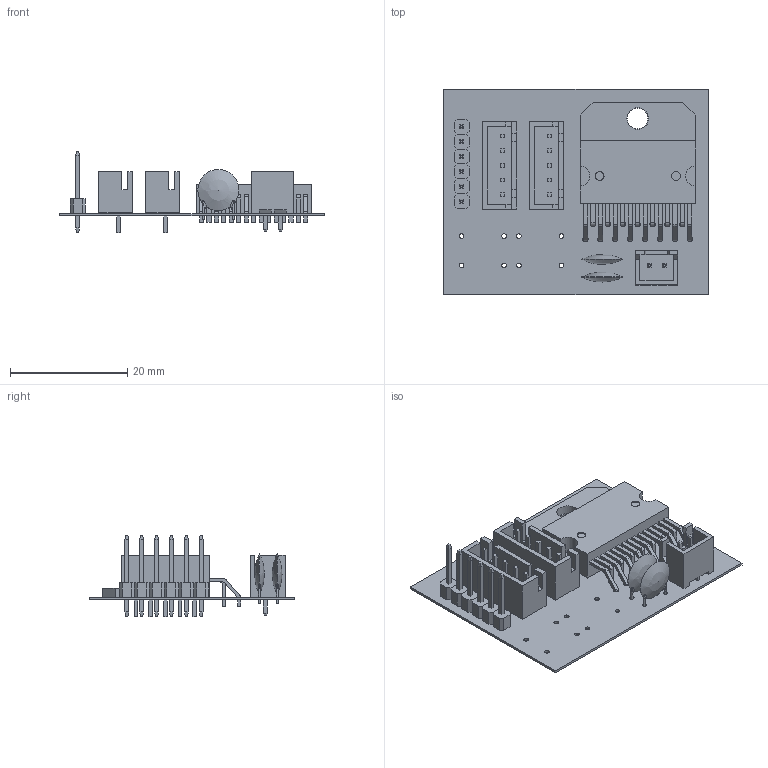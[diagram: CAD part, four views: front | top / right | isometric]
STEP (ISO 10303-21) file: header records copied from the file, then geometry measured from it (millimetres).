
FILE_DESCRIPTION(/* description */ ('STEP AP242','CAx-IF Rec.Pracs.---Representation and Presentation of Product Manufacturing Information (PMI)---4.0---2014-10-13','CAx-IF Rec.Pracs.---3D Tessellated Geometry---0.4---2014-09-14','2;1'),/* implementation_level */ '2;1');
FILE_NAME(/* name */ '641a4ce6eeab71734d0ccfff',/* time_stamp */ '2023-03-22T00:33:43+00:00',/* author */ (''),/* organization */ (''),/* preprocessor_version */ 'ST-DEVELOPER v18.102',/* originating_system */ ' ',/* authorisation */ ' ');
FILE_SCHEMA (('AP242_MANAGED_MODEL_BASED_3D_ENGINEERING_MIM_LF { 1 0 10303 442 1 1 4 }'));
Length unit declared in the file: metre
Products named in the file (27): PCB; CN2 <1>; B5B-XH-A; C1 <1>; User Library-Ceramic Disc Capacitor 0_2in pitch(1); C2 <1>; J1 <1>; JST-XH - 2Pin v1; Board <1>; Open CASCADE STEP translator 7.5 1.1.1; U1 <1>; User Library-Multiwatt15H; CN1 <1>; J2 <1>; Header-SIP6
Assembly tree (28 placements, depth 3):
  PCB
    CN2 <1>
      B5B-XH-A
    C1 <1>
      User Library-Ceramic Disc Capacitor 0_2in pitch(1)
    C2 <1>
      User Library-Ceramic Disc Capacitor 0_2in pitch(1)
    J1 <1>
      JST-XH - 2Pin v1
    Board <1>
      Open CASCADE STEP translator 7.5 1.1.1
    U1 <1>
      User Library-Multiwatt15H
      User Library-Multiwatt15H
    CN1 <1>
      B5B-XH-A
    J2 <1>
      Header-SIP6
      Header-SIP6
      Header-SIP6
      Header-SIP6
      Header-SIP6
      Header-SIP6
      Header-SIP6
      Header-SIP6
      Header-SIP6
      Header-SIP6
      Header-SIP6
      Header-SIP6
Bounding box: 45 x 35 x 13.89 mm (x, y, z)
Volume: 2889.5 mm3; surface area: 7010 mm2
Topology: 20 solids, 40 shells, 816 faces, 2031 edges, 1330 vertices
Faces by surface type: plane 648, cylinder 110, bspline 54, sphere 4
Full cylindrical faces by diameter (mm): 0.343 x4, 0.736 x4, 0.784 x8, 0.9 x25, 1 x6, 1.016 x2, 1.5 x2, 3.5 x1, 3.7 x1
Entity records: 23384 total; most frequent: CARTESIAN_POINT 4990, ORIENTED_EDGE 3460, DIRECTION 3233, EDGE_CURVE 1730, LINE 1411, VECTOR 1411, VERTEX_POINT 1166, EDGE_LOOP 914
